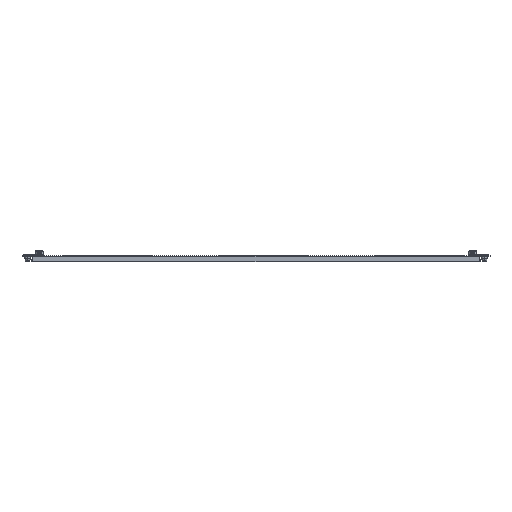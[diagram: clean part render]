
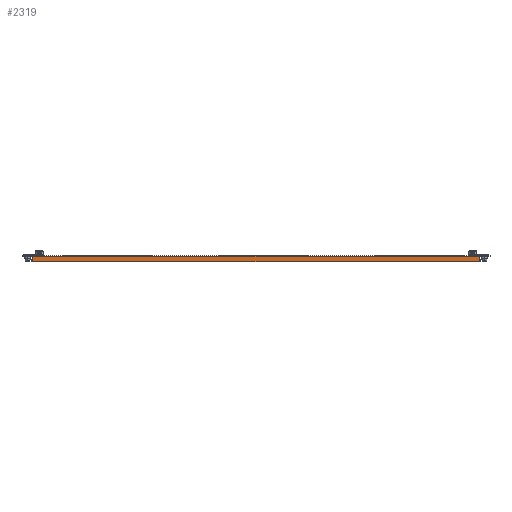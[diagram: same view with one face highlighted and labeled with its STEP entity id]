
A CAD part, front view. The second image highlights one B-rep face of the part: STEP entity #2319.
In plain terms, the highlighted face is planar.
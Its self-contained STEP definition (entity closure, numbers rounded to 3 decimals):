
#682=DIRECTION('',(1.,0.,0.));
#683=VECTOR('',#682,750.);
#684=CARTESIAN_POINT('',(-275.,175.,1.));
#685=LINE('',#684,#683);
#1014=DIRECTION('',(1.,0.,0.));
#1015=VECTOR('',#1014,716.);
#1016=CARTESIAN_POINT('',(-258.,175.,-9.));
#1017=LINE('',#1016,#1015);
#1018=DIRECTION('',(0.,0.,1.));
#1019=VECTOR('',#1018,9.);
#1020=CARTESIAN_POINT('',(458.,175.,-9.));
#1021=LINE('',#1020,#1019);
#1022=DIRECTION('',(1.,0.,0.));
#1023=VECTOR('',#1022,17.);
#1024=CARTESIAN_POINT('',(458.,175.,0.));
#1025=LINE('',#1024,#1023);
#1026=DIRECTION('',(0.,0.,1.));
#1027=VECTOR('',#1026,1.);
#1028=CARTESIAN_POINT('',(475.,175.,0.));
#1029=LINE('',#1028,#1027);
#1030=DIRECTION('',(1.,0.,0.));
#1031=VECTOR('',#1030,17.);
#1032=CARTESIAN_POINT('',(-275.,175.,0.));
#1033=LINE('',#1032,#1031);
#1058=DIRECTION('',(0.,0.,1.));
#1059=VECTOR('',#1058,9.);
#1060=CARTESIAN_POINT('',(-258.,175.,-9.));
#1061=LINE('',#1060,#1059);
#1074=DIRECTION('',(0.,0.,1.));
#1075=VECTOR('',#1074,1.);
#1076=CARTESIAN_POINT('',(-275.,175.,0.));
#1077=LINE('',#1076,#1075);
#1442=CARTESIAN_POINT('',(475.,175.,0.));
#1443=VERTEX_POINT('',#1442);
#1444=CARTESIAN_POINT('',(458.,175.,0.));
#1445=VERTEX_POINT('',#1444);
#1450=CARTESIAN_POINT('',(-258.,175.,0.));
#1451=VERTEX_POINT('',#1450);
#1452=CARTESIAN_POINT('',(-275.,175.,0.));
#1453=VERTEX_POINT('',#1452);
#1598=CARTESIAN_POINT('',(-275.,175.,1.));
#1599=CARTESIAN_POINT('',(475.,175.,1.));
#1600=VERTEX_POINT('',#1598);
#1601=VERTEX_POINT('',#1599);
#1722=CARTESIAN_POINT('',(-258.,175.,-9.));
#1723=CARTESIAN_POINT('',(458.,175.,-9.));
#1724=VERTEX_POINT('',#1722);
#1725=VERTEX_POINT('',#1723);
#2299=CARTESIAN_POINT('',(125.,175.,0.));
#2300=DIRECTION('',(0.,1.,0.));
#2301=DIRECTION('',(-1.,0.,0.));
#2302=AXIS2_PLACEMENT_3D('',#2299,#2300,#2301);
#2303=PLANE('',#2302);
#2305=ORIENTED_EDGE('',*,*,#2304,.T.);
#2307=ORIENTED_EDGE('',*,*,#2306,.T.);
#2308=ORIENTED_EDGE('',*,*,#1799,.T.);
#2310=ORIENTED_EDGE('',*,*,#2309,.T.);
#2311=ORIENTED_EDGE('',*,*,#2092,.F.);
#2313=ORIENTED_EDGE('',*,*,#2312,.F.);
#2314=ORIENTED_EDGE('',*,*,#1807,.T.);
#2316=ORIENTED_EDGE('',*,*,#2315,.F.);
#2317=EDGE_LOOP('',(#2305,#2307,#2308,#2310,#2311,#2313,#2314,#2316));
#2318=FACE_OUTER_BOUND('',#2317,.F.);
#1799=EDGE_CURVE('',#1445,#1443,#1025,.T.);
#1807=EDGE_CURVE('',#1453,#1451,#1033,.T.);
#2092=EDGE_CURVE('',#1600,#1601,#685,.T.);
#2304=EDGE_CURVE('',#1724,#1725,#1017,.T.);
#2306=EDGE_CURVE('',#1725,#1445,#1021,.T.);
#2309=EDGE_CURVE('',#1443,#1601,#1029,.T.);
#2312=EDGE_CURVE('',#1453,#1600,#1077,.T.);
#2315=EDGE_CURVE('',#1724,#1451,#1061,.T.);
#2319=ADVANCED_FACE('',(#2318),#2303,.T.);
